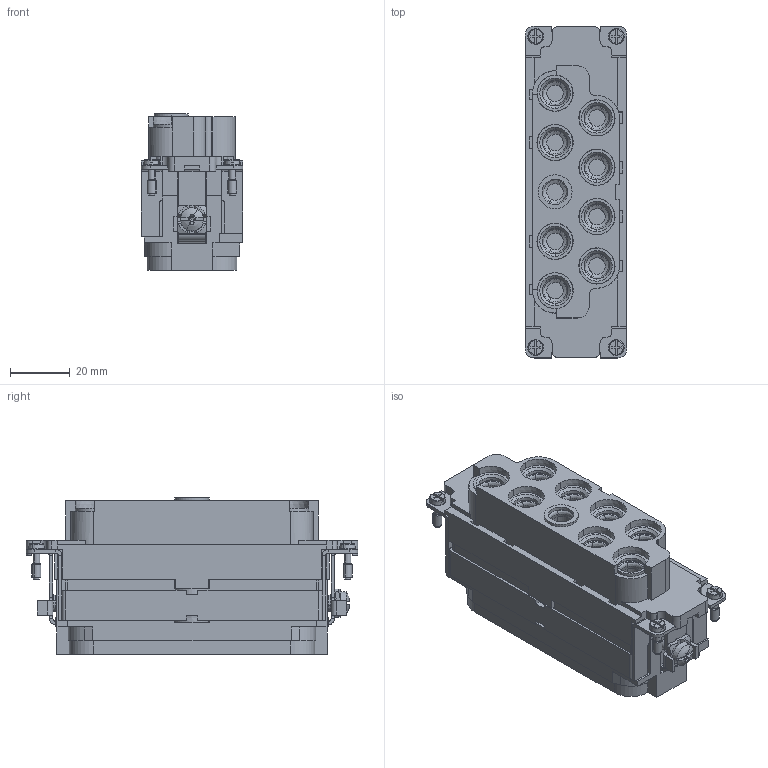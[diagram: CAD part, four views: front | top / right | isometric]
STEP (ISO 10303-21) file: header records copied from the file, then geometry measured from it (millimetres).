
FILE_DESCRIPTION(('CATIA V5 STEP Exchange','CAx-IF Rec.Pracs.--- Model Styling and Organization---1.4--- 2014-01-23'),'2;1');
FILE_NAME ('13473944_3', '2019-10-25T14:32:56+00:00', ('none'), ('Weidmueller'), 'CATIA Version 5-6 Release 2016 SP3 HF44', 'CATIA V5 STEP AP214', 'none');
FILE_SCHEMA(('AUTOMOTIVE_DESIGN { 1 0 10303 214 1 1 1 1 }'));
Products named in the file (1): 1023350000
Bounding box: 34 x 111 x 52.35 mm (x, y, z)
Volume: 97532.6 mm3; surface area: 94856.3 mm2
Topology: 10 solids, 40 shells, 2736 faces, 7230 edges, 4521 vertices
Faces by surface type: plane 1356, cone 633, cylinder 551, torus 156, revolution 36, sphere 4
Entity records: 77846 total; most frequent: CARTESIAN_POINT 16960, ORIENTED_EDGE 14384, DIRECTION 9472, EDGE_CURVE 7192, VERTEX_POINT 4521, AXIS2_PLACEMENT_3D 3999, VECTOR 3897, LINE 3897
